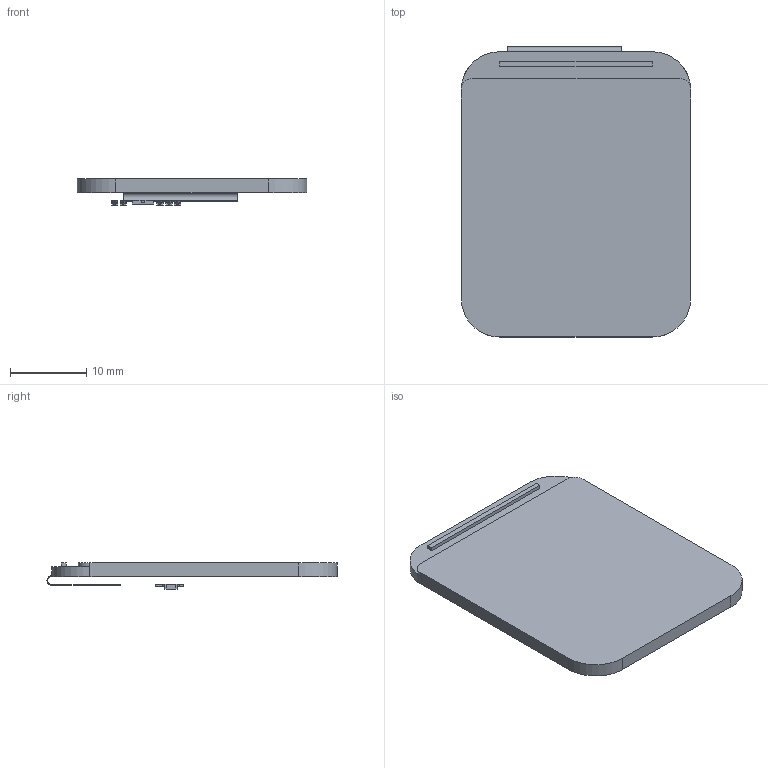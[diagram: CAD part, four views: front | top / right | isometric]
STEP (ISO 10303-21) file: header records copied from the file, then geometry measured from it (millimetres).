
FILE_DESCRIPTION(('FreeCAD Model'),'2;1');
FILE_NAME('Open CASCADE Shape Model','2025-03-06T10:32:31',('Author'),( ''),'Open CASCADE STEP processor 7.8','FreeCAD','Unknown');
FILE_SCHEMA(('AUTOMOTIVE_DESIGN { 1 0 10303 214 1 1 1 1 }'));
Length unit declared in the file: millimetre
Products named in the file (5): Display 1.69 ST7789V2; Display; R-0603; C-0603; U-0603
Assembly tree (7 placements, depth 2):
  Display 1.69 ST7789V2
    Display
    R-0603  x3
    C-0603  x2
    U-0603
Bounding box: 30 x 37.92 x 3.44 mm (x, y, z)
Volume: 1957.9 mm3; surface area: 2816.9 mm2
Topology: 7 solids, 7 shells, 174 faces, 445 edges, 296 vertices
Faces by surface type: plane 146, cylinder 28
Entity records: 3292 total; most frequent: CARTESIAN_POINT 515, ORIENTED_EDGE 494, DIRECTION 489, EDGE_CURVE 247, LINE 213, VECTOR 213, VERTEX_POINT 164, AXIS2_PLACEMENT_3D 138
